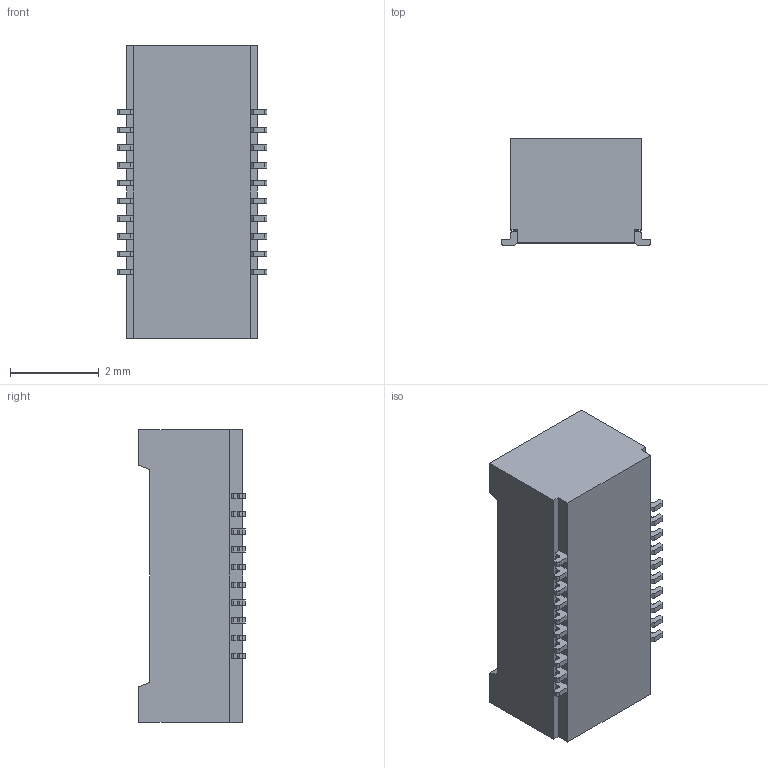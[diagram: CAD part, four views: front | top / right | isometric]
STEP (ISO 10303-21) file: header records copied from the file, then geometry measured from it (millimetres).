
FILE_DESCRIPTION(('OneSpaceDesigner STEP Export'),'2;1');
FILE_NAME('DF40HC(2.5)-20DS.stp','2008-08-01T15:04:56',(''),(''),'OneSpace Designer STEP processor for AP214 (Solid Model)','OneSpace Modeling 15.00A 14-Mar-2007 (C) CoCreate Software GmbH','');
FILE_SCHEMA(('AUTOMOTIVE_DESIGN { 1 0 10303 214 1 1 1 1 }'));
Length unit declared in the file: millimetre
Products named in the file (2): DF40C(2.5)-20DS-0.4V
Assembly tree (1 placements, depth 2):
  DF40C(2.5)-20DS-0.4V
    DF40C(2.5)-20DS-0.4V
Bounding box: 3.38 x 2.4 x 6.6 mm (x, y, z)
Volume: 33.3 mm3; surface area: 119.2 mm2
Topology: 1 solids, 1 shells, 497 faces, 1332 edges, 880 vertices
Faces by surface type: plane 365, cylinder 132
Entity records: 14971 total; most frequent: ORIENTED_EDGE 2664, CARTESIAN_POINT 2611, DIRECTION 2402, EDGE_CURVE 1332, VECTOR 1060, LINE 1060, VERTEX_POINT 880, AXIS2_PLACEMENT_3D 671
